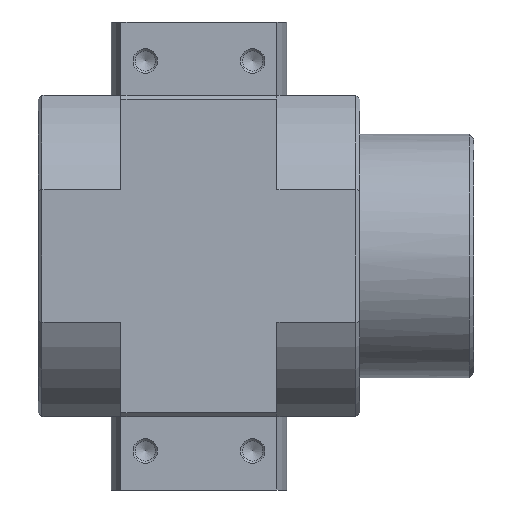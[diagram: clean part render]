
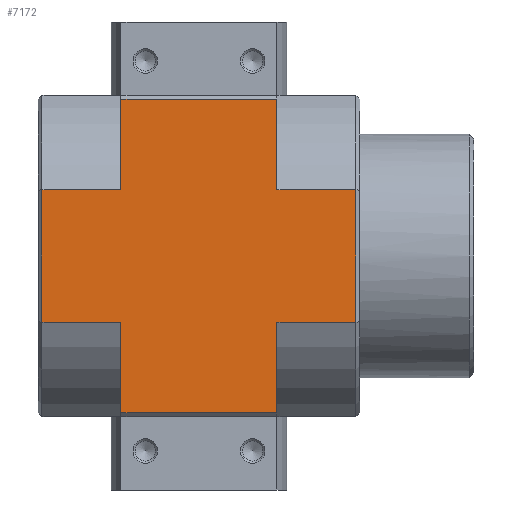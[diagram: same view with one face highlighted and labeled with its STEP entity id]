
A CAD part, left-side view. The second image highlights one B-rep face of the part: STEP entity #7172.
In plain terms, the highlighted face is planar.
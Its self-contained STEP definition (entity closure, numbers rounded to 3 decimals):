
#180=PLANE('',#7683);
#520=LINE('',#10678,#954);
#522=LINE('',#10682,#956);
#548=LINE('',#10749,#982);
#549=LINE('',#10752,#983);
#550=LINE('',#10754,#984);
#551=LINE('',#10756,#985);
#552=LINE('',#10757,#986);
#553=LINE('',#10759,#987);
#554=LINE('',#10761,#988);
#555=LINE('',#10763,#989);
#556=LINE('',#10765,#990);
#557=LINE('',#10766,#991);
#954=VECTOR('',#8708,1000.);
#956=VECTOR('',#8712,1000.);
#982=VECTOR('',#8762,1000.);
#983=VECTOR('',#8763,1000.);
#984=VECTOR('',#8764,1000.);
#985=VECTOR('',#8765,1000.);
#986=VECTOR('',#8766,1000.);
#987=VECTOR('',#8767,1000.);
#988=VECTOR('',#8768,1000.);
#989=VECTOR('',#8769,1000.);
#990=VECTOR('',#8770,1000.);
#991=VECTOR('',#8771,1000.);
#1713=ORIENTED_EDGE('',*,*,#3167,.T.);
#1714=ORIENTED_EDGE('',*,*,#3168,.F.);
#1715=ORIENTED_EDGE('',*,*,#3169,.T.);
#1716=ORIENTED_EDGE('',*,*,#3170,.F.);
#1717=ORIENTED_EDGE('',*,*,#3131,.T.);
#1718=ORIENTED_EDGE('',*,*,#3171,.T.);
#1719=ORIENTED_EDGE('',*,*,#3172,.F.);
#1720=ORIENTED_EDGE('',*,*,#3173,.T.);
#1721=ORIENTED_EDGE('',*,*,#3174,.F.);
#1722=ORIENTED_EDGE('',*,*,#3175,.T.);
#1723=ORIENTED_EDGE('',*,*,#3133,.F.);
#1724=ORIENTED_EDGE('',*,*,#3176,.F.);
#3131=EDGE_CURVE('',#3867,#3869,#520,.T.);
#3133=EDGE_CURVE('',#3870,#3871,#522,.T.);
#3167=EDGE_CURVE('',#3900,#3901,#548,.F.);
#3168=EDGE_CURVE('',#3902,#3901,#549,.T.);
#3169=EDGE_CURVE('',#3902,#3903,#550,.T.);
#3170=EDGE_CURVE('',#3867,#3903,#551,.T.);
#3171=EDGE_CURVE('',#3869,#3904,#552,.T.);
#3172=EDGE_CURVE('',#3905,#3904,#553,.T.);
#3173=EDGE_CURVE('',#3905,#3906,#554,.T.);
#3174=EDGE_CURVE('',#3907,#3906,#555,.F.);
#3175=EDGE_CURVE('',#3907,#3871,#556,.T.);
#3176=EDGE_CURVE('',#3900,#3870,#557,.T.);
#3867=VERTEX_POINT('',#10673);
#3869=VERTEX_POINT('',#10677);
#3870=VERTEX_POINT('',#10681);
#3871=VERTEX_POINT('',#10683);
#3900=VERTEX_POINT('',#10750);
#3901=VERTEX_POINT('',#10751);
#3902=VERTEX_POINT('',#10753);
#3903=VERTEX_POINT('',#10755);
#3904=VERTEX_POINT('',#10758);
#3905=VERTEX_POINT('',#10760);
#3906=VERTEX_POINT('',#10762);
#3907=VERTEX_POINT('',#10764);
#4606=EDGE_LOOP('',(#1713,#1714,#1715,#1716,#1717,#1718,#1719,#1720,#1721,
#1722,#1723,#1724));
#5091=FACE_BOUND('',#4606,.T.);
#7172=ADVANCED_FACE('',(#5091),#180,.F.);
#7683=AXIS2_PLACEMENT_3D('',#10748,#8760,#8761);
#8708=DIRECTION('',(0.,-1.,0.));
#8712=DIRECTION('',(0.,-1.,0.));
#8760=DIRECTION('',(0.,0.,1.));
#8761=DIRECTION('',(1.,0.,0.));
#8762=DIRECTION('',(0.,-1.,0.));
#8763=DIRECTION('',(-1.,0.,0.));
#8764=DIRECTION('',(0.,-1.,0.));
#8765=DIRECTION('',(-1.,0.,0.));
#8766=DIRECTION('',(-1.,0.,0.));
#8767=DIRECTION('',(0.,1.,0.));
#8768=DIRECTION('',(-1.,0.,0.));
#8769=DIRECTION('',(0.,1.,0.));
#8770=DIRECTION('',(-1.,0.,0.));
#8771=DIRECTION('',(-1.,0.,0.));
#10673=CARTESIAN_POINT('',(32.2,16.,-33.));
#10677=CARTESIAN_POINT('',(32.2,-16.,-33.));
#10678=CARTESIAN_POINT('',(32.2,33.,-33.));
#10681=CARTESIAN_POINT('',(-32.2,16.,-33.));
#10682=CARTESIAN_POINT('',(-32.2,33.,-33.));
#10683=CARTESIAN_POINT('',(-32.2,-16.,-33.));
#10748=CARTESIAN_POINT('',(32.2,33.,-33.));
#10749=CARTESIAN_POINT('',(-13.619,36.,-33.));
#10750=CARTESIAN_POINT('',(-13.619,16.,-33.));
#10751=CARTESIAN_POINT('',(-13.619,32.2,-33.));
#10752=CARTESIAN_POINT('',(33.,32.2,-33.));
#10753=CARTESIAN_POINT('',(13.619,32.2,-33.));
#10754=CARTESIAN_POINT('',(13.619,36.,-33.));
#10755=CARTESIAN_POINT('',(13.619,16.,-33.));
#10756=CARTESIAN_POINT('',(32.2,16.,-33.));
#10757=CARTESIAN_POINT('',(32.2,-16.,-33.));
#10758=CARTESIAN_POINT('',(13.619,-16.,-33.));
#10759=CARTESIAN_POINT('',(13.619,-36.,-33.));
#10760=CARTESIAN_POINT('',(13.619,-32.2,-33.));
#10761=CARTESIAN_POINT('',(33.,-32.2,-33.));
#10762=CARTESIAN_POINT('',(-13.619,-32.2,-33.));
#10763=CARTESIAN_POINT('',(-13.619,-36.,-33.));
#10764=CARTESIAN_POINT('',(-13.619,-16.,-33.));
#10765=CARTESIAN_POINT('',(32.2,-16.,-33.));
#10766=CARTESIAN_POINT('',(32.2,16.,-33.));
